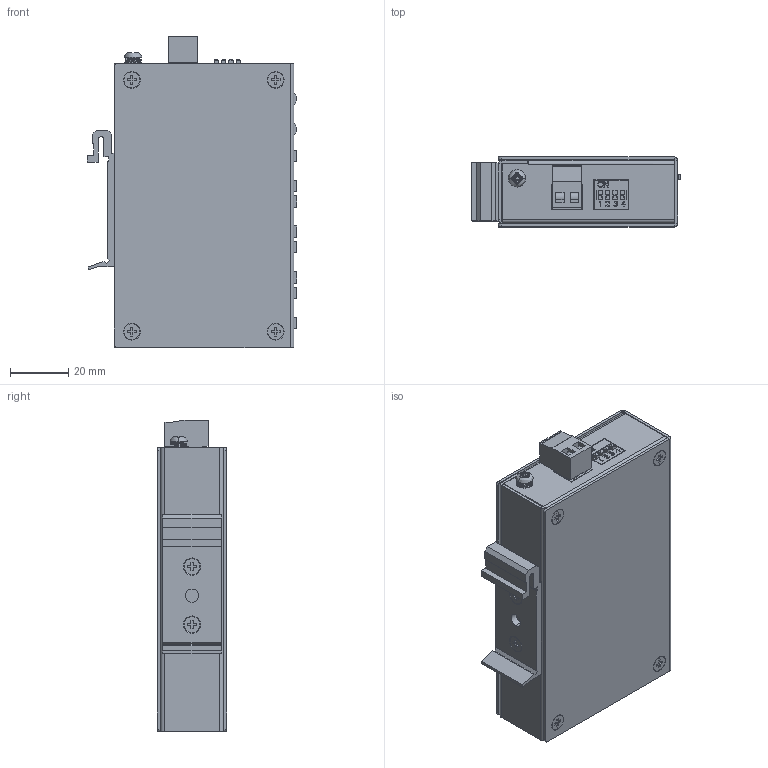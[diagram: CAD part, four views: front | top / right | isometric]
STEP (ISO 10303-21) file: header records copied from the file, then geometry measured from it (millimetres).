
FILE_DESCRIPTION((''),'2;1');
FILE_NAME('ASM0085_5PORT_MINI_20240822_ASM','2024-08-22T',('Administrator'),(''),'PRO/ENGINEER BY PARAMETRIC TECHNOLOGY CORPORATION, 2015240','PRO/ENGINEER BY PARAMETRIC TECHNOLOGY CORPORATION, 2015240','');
FILE_SCHEMA(('AUTOMOTIVE_DESIGN { 1 0 10303 214 1 1 1 1 }'));
Products named in the file (16): 5PORT_2; 5PORT_2_TOP; PCB_5PORT; 6913175100-PHEONIX1X3; RESET1X4_10A; LED-A1844-2B-2YGWA; PRT0264; PRT0265; ASM0085_PCBA_5PORT_ASM; 5_08_3P-DUAN-ZIA1A; HUAGUI1B; LZ_6_L4; RW-M3X6A; LZ_15A; KM3X8_GB819_STPC; ASM0085_5PORT_MINI_20240822_ASM
Assembly tree (36 placements, depth 3):
  ASM0085_5PORT_MINI_20240822_ASM
    5PORT_2
    5PORT_2_TOP
    ASM0085_PCBA_5PORT_ASM
      PCB_5PORT
      6913175100-PHEONIX1X3
      RESET1X4_10A
      LED-A1844-2B-2YGWA
      PRT0264
      PRT0265
    5_08_3P-DUAN-ZIA1A
    HUAGUI1B
    LZ_6_L4  x2
    RW-M3X6A  x2
    LZ_15A  x11
    KM3X8_GB819_STPC  x10
Bounding box: 72.07 x 24 x 107.5 mm (x, y, z)
Volume: 50428.5 mm3; surface area: 84524.3 mm2
Topology: 39 solids, 52 shells, 4135 faces, 11463 edges, 7633 vertices
Faces by surface type: plane 3177, cylinder 660, bspline 222, cone 44, torus 20, sphere 12
Entity records: 135169 total; most frequent: CARTESIAN_POINT 29420, ORIENTED_EDGE 19026, DIRECTION 17492, EDGE_CURVE 9517, VECTOR 8570, LINE 8570, VERTEX_POINT 6261, AXIS2_PLACEMENT_3D 4461
